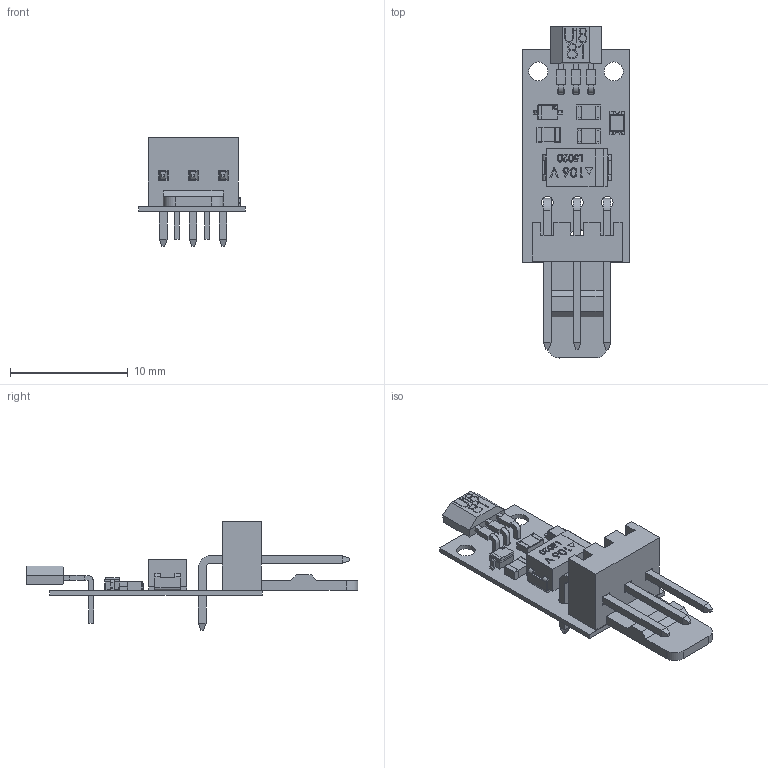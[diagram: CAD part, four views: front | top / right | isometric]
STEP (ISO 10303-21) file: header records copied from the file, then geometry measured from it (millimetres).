
FILE_DESCRIPTION (( 'STEP AP214' ), '1' );
FILE_NAME ('Hall.STEP', '2024-09-19T10:32:12', ( '' ), ( '' ), 'SwSTEP 2.0', 'SolidWorks 2021', '' );
FILE_SCHEMA (( 'AUTOMOTIVE_DESIGN' ));
Length unit declared in the file: millimetre
Products named in the file (1): Hall
Bounding box: 9 x 28.13 x 9.2 mm (x, y, z)
Volume: 315 mm3; surface area: 1079.1 mm2
Topology: 34 solids, 34 shells, 916 faces, 2338 edges, 1496 vertices
Faces by surface type: plane 619, bspline 144, cylinder 121, sphere 32
Entity records: 33118 total; most frequent: CARTESIAN_POINT 10999, ORIENTED_EDGE 4628, DIRECTION 3780, EDGE_CURVE 2314, LINE 1774, VECTOR 1774, VERTEX_POINT 1496, AXIS2_PLACEMENT_3D 1003
